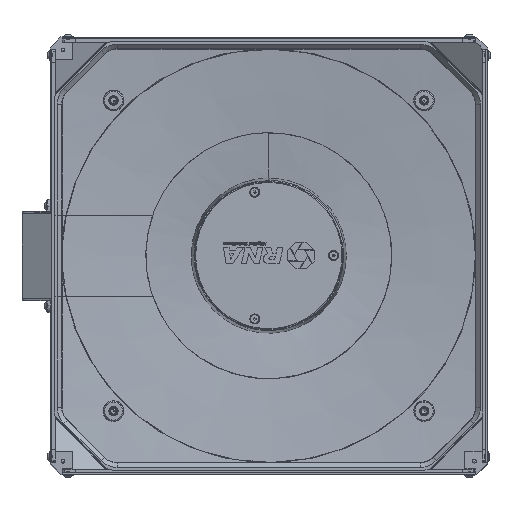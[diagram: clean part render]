
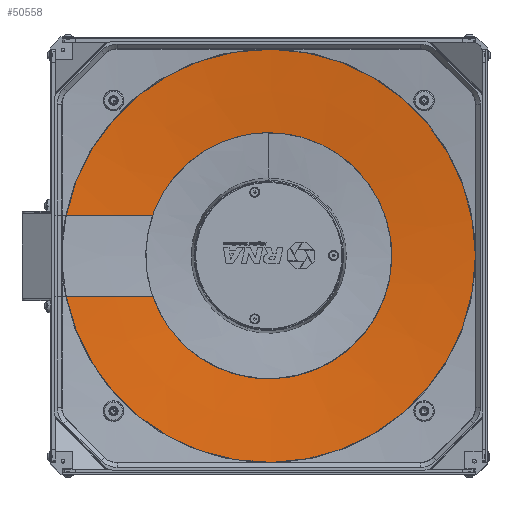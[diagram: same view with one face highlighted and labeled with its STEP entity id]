
A CAD part, top view. The second image highlights one B-rep face of the part: STEP entity #50558.
In plain terms, the highlighted conical face has half-angle 84 degrees and reference radius 184 mm.
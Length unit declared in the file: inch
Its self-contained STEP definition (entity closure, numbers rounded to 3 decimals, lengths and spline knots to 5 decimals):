
#1072=(
BOUNDED_CURVE()
B_SPLINE_CURVE(2,(#81632,#81633,#81634),.UNSPECIFIED.,.F.,.F.)
B_SPLINE_CURVE_WITH_KNOTS((3,3),(0.,9.61255),.UNSPECIFIED.)
CURVE()
GEOMETRIC_REPRESENTATION_ITEM()
RATIONAL_B_SPLINE_CURVE((1.,1.036,1.))
REPRESENTATION_ITEM('')
);
#1075=(
BOUNDED_CURVE()
B_SPLINE_CURVE(2,(#81730,#81731,#81732),.UNSPECIFIED.,.F.,.F.)
B_SPLINE_CURVE_WITH_KNOTS((3,3),(0.,9.61255),.UNSPECIFIED.)
CURVE()
GEOMETRIC_REPRESENTATION_ITEM()
RATIONAL_B_SPLINE_CURVE((1.,1.036,1.))
REPRESENTATION_ITEM('')
);
#1314=CONICAL_SURFACE('',#55277,7.24409,1.466);
#3368=CIRCLE('',#55276,8.99812);
#3369=CIRCLE('',#55278,5.35827);
#3370=CIRCLE('',#55279,5.35827);
#6778=FACE_OUTER_BOUND('',#9689,.T.);
#9689=EDGE_LOOP('',(#41456,#41457,#41458,#41459,#41460));
#21181=VERTEX_POINT('',#81629);
#21182=VERTEX_POINT('',#81631);
#21197=VERTEX_POINT('',#81718);
#21198=VERTEX_POINT('',#81729);
#22104=VERTEX_POINT('',#87268);
#27392=EDGE_CURVE('',#21182,#21181,#1072,.T.);
#27411=EDGE_CURVE('',#21198,#21197,#1075,.T.);
#28749=EDGE_CURVE('',#21182,#21197,#3368,.T.);
#28750=EDGE_CURVE('',#21181,#22104,#3369,.T.);
#28751=EDGE_CURVE('',#22104,#21198,#3370,.T.);
#41456=ORIENTED_EDGE('',*,*,#27411,.T.);
#41457=ORIENTED_EDGE('',*,*,#28749,.F.);
#41458=ORIENTED_EDGE('',*,*,#27392,.T.);
#41459=ORIENTED_EDGE('',*,*,#28750,.T.);
#41460=ORIENTED_EDGE('',*,*,#28751,.T.);
#50558=ADVANCED_FACE('',(#6778),#1314,.F.);
#55276=AXIS2_PLACEMENT_3D('',#87266,#67602,#67603);
#55277=AXIS2_PLACEMENT_3D('',#87267,#67604,#67605);
#55278=AXIS2_PLACEMENT_3D('',#87269,#67606,#67607);
#55279=AXIS2_PLACEMENT_3D('',#87270,#67608,#67609);
#67602=DIRECTION('center_axis',(0.,0.,
-1.));
#67603=DIRECTION('ref_axis',(1.,0.,0.));
#67604=DIRECTION('center_axis',(0.,0.,
1.));
#67605=DIRECTION('ref_axis',(1.,0.,0.));
#67606=DIRECTION('center_axis',(0.,0.,
-1.));
#67607=DIRECTION('ref_axis',(0.,1.,0.));
#67608=DIRECTION('center_axis',(0.,0.,
-1.));
#67609=DIRECTION('ref_axis',(0.,1.,0.));
#81629=CARTESIAN_POINT('',(-5.0569,1.77165,9.40561));
#81631=CARTESIAN_POINT('',(-8.82198,1.77165,9.78817));
#81632=CARTESIAN_POINT('Ctrl Pts',(-8.82198,1.77165,9.78817));
#81633=CARTESIAN_POINT('Ctrl Pts',(-6.46215,1.77165,9.545));
#81634=CARTESIAN_POINT('Ctrl Pts',(-5.0569,1.77165,9.40561));
#81718=CARTESIAN_POINT('',(-8.82198,-1.77165,9.78817));
#81729=CARTESIAN_POINT('',(-5.0569,-1.77165,9.40561));
#81730=CARTESIAN_POINT('Ctrl Pts',(-5.0569,-1.77165,
9.40561));
#81731=CARTESIAN_POINT('Ctrl Pts',(-6.46215,-1.77165,
9.545));
#81732=CARTESIAN_POINT('Ctrl Pts',(-8.82198,-1.77165,
9.78817));
#87266=CARTESIAN_POINT('Origin',(0.,0.,
9.78817));
#87267=CARTESIAN_POINT('Origin',(0.,0.,
9.60382));
#87268=CARTESIAN_POINT('',(0.,-5.35827,9.40561));
#87269=CARTESIAN_POINT('Origin',(0.,0.,
9.40561));
#87270=CARTESIAN_POINT('Origin',(0.,0.,
9.40561));
